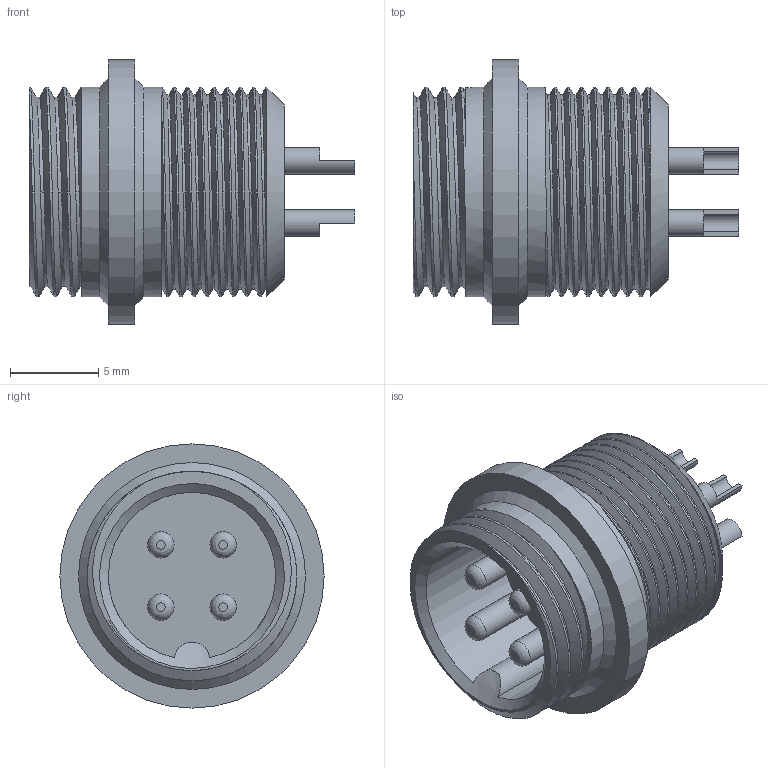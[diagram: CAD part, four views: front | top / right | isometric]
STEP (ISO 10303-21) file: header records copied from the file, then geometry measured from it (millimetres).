
FILE_DESCRIPTION(/* description */ (''),/* implementation_level */ '2;1');
FILE_NAME(/* name */ 'Conector 4P small.step',/* time_stamp */ '2020-09-29T13:41:17+02:00',/* author */ (''),/* organization */ (''),/* preprocessor_version */ 'ST-DEVELOPER v18.1',/* originating_system */ 'Autodesk Translation Framework v9.3.0.1241',/* authorisation */ '');
FILE_SCHEMA (('AUTOMOTIVE_DESIGN { 1 0 10303 214 3 1 1 }'));
Length unit declared in the file: millimetre
Products named in the file (1): Conector 4P small
Bounding box: 18.5 x 15 x 15 mm (x, y, z)
Volume: 1205.2 mm3; surface area: 1457.5 mm2
Topology: 1 solids, 1 shells, 84 faces, 202 edges, 132 vertices
Faces by surface type: cylinder 42, plane 30, bspline 8, cone 4
Full cylindrical faces by diameter (mm): 1.5 x8, 9.5 x1, 10.741 x2, 11.044 x7, 11.884 x3, 11.908 x8, 15 x1
Entity records: 5826 total; most frequent: CARTESIAN_POINT 3898, ORIENTED_EDGE 404, DIRECTION 362, EDGE_CURVE 202, AXIS2_PLACEMENT_3D 145, VERTEX_POINT 132, EDGE_LOOP 96, FACE_OUTER_BOUND 84
